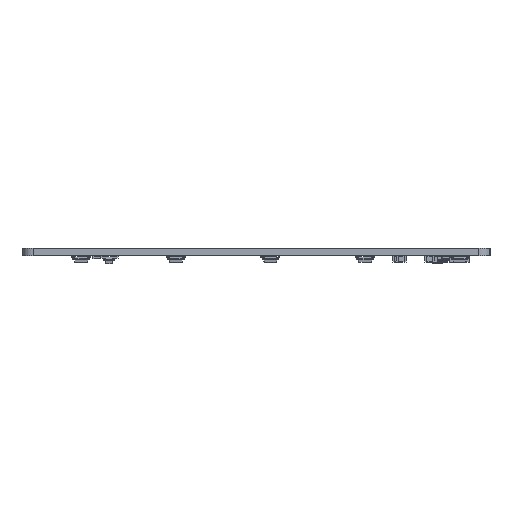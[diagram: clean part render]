
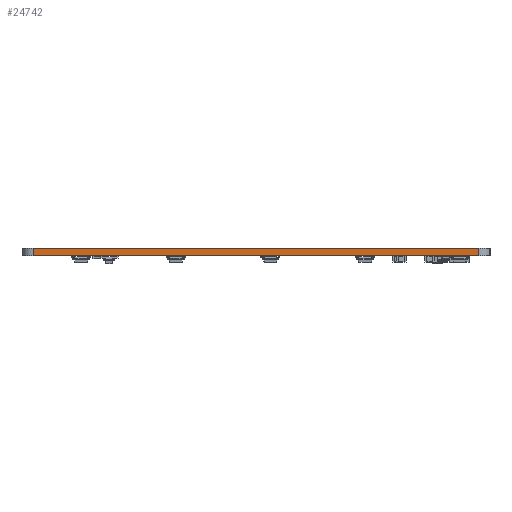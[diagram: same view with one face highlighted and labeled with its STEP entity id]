
A CAD part, left-side view. The second image highlights one B-rep face of the part: STEP entity #24742.
In plain terms, the highlighted planar face has unit normal (-1, 0, 0).
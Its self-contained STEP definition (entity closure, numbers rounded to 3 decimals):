
#16203 = VERTEX_POINT('',#16204);
#16204 = CARTESIAN_POINT('',(0.,-2.25,0.));
#16211 = EDGE_CURVE('',#16212,#16203,#16214,.T.);
#16212 = VERTEX_POINT('',#16213);
#16213 = CARTESIAN_POINT('',(0.,-91.95,0.));
#16214 = LINE('',#16215,#16216);
#16215 = CARTESIAN_POINT('',(0.,-91.95,0.));
#16216 = VECTOR('',#16217,1.);
#16217 = DIRECTION('',(0.,1.,0.));
#20459 = VERTEX_POINT('',#20460);
#20460 = CARTESIAN_POINT('',(0.,-2.25,1.51));
#20467 = EDGE_CURVE('',#20468,#20459,#20470,.T.);
#20468 = VERTEX_POINT('',#20469);
#20469 = CARTESIAN_POINT('',(0.,-91.95,1.51));
#20470 = LINE('',#20471,#20472);
#20471 = CARTESIAN_POINT('',(0.,-91.95,1.51));
#20472 = VECTOR('',#20473,1.);
#20473 = DIRECTION('',(0.,1.,0.));
#24712 = EDGE_CURVE('',#16203,#20459,#24713,.T.);
#24713 = LINE('',#24714,#24715);
#24714 = CARTESIAN_POINT('',(0.,-2.25,0.));
#24715 = VECTOR('',#24716,1.);
#24716 = DIRECTION('',(0.,0.,1.));
#24742 = ADVANCED_FACE('',(#24743),#24754,.T.);
#24743 = FACE_BOUND('',#24744,.T.);
#24744 = EDGE_LOOP('',(#24745,#24751,#24752,#24753));
#24745 = ORIENTED_EDGE('',*,*,#24746,.T.);
#24746 = EDGE_CURVE('',#16212,#20468,#24747,.T.);
#24747 = LINE('',#24748,#24749);
#24748 = CARTESIAN_POINT('',(0.,-91.95,0.));
#24749 = VECTOR('',#24750,1.);
#24750 = DIRECTION('',(0.,0.,1.));
#24751 = ORIENTED_EDGE('',*,*,#20467,.T.);
#24752 = ORIENTED_EDGE('',*,*,#24712,.F.);
#24753 = ORIENTED_EDGE('',*,*,#16211,.F.);
#24754 = PLANE('',#24755);
#24755 = AXIS2_PLACEMENT_3D('',#24756,#24757,#24758);
#24756 = CARTESIAN_POINT('',(0.,-91.95,0.));
#24757 = DIRECTION('',(-1.,0.,0.));
#24758 = DIRECTION('',(0.,1.,0.));
